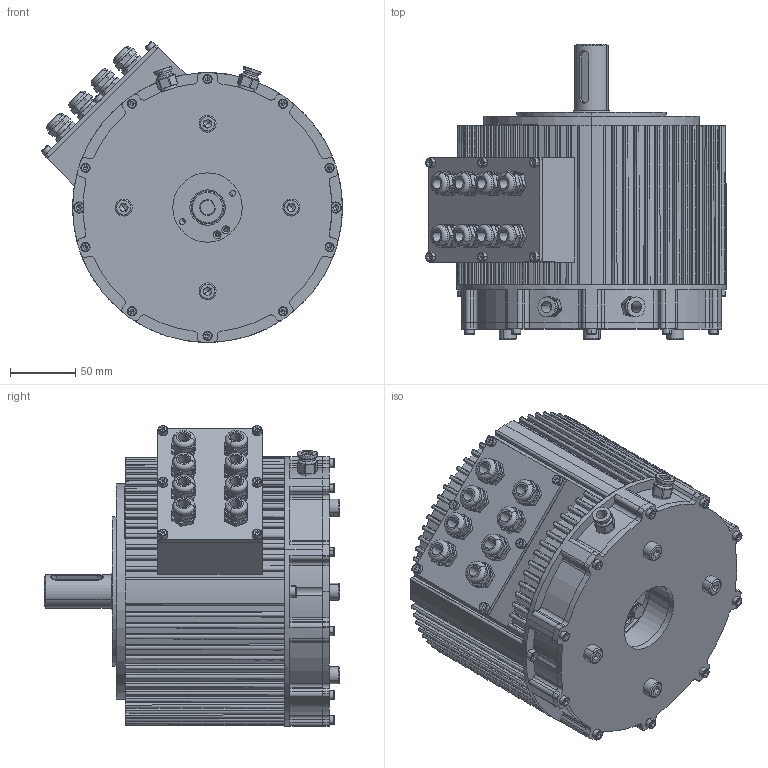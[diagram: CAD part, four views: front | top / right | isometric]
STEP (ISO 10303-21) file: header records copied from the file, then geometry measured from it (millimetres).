
FILE_DESCRIPTION (( 'STEP AP203' ), '1' );
FILE_NAME ('10kw装配体（水冷）.STEP', '2021-05-07T01:42:33', ( '微软用户' ), ( '微软中国' ), 'SwSTEP 2.0', 'SolidWorks 2020', '' );
FILE_SCHEMA (( 'CONFIG_CONTROL_DESIGN' ));
Length unit declared in the file: millimetre
Products named in the file (16): 10kw蚾饜极ㄗ阨濮ㄘ; 5KW阨濮裔啣; 10kw堤盄碟裔啣; 阨奪諉芛ㄗ8ㄘ; M16X1.5諉盄翐(窪); 10kwす粣; hexagon socket head cap screws gb_GB_FASTENER_SCREWS_HSHCS M8X50-N; deep groove ball bearings gb_Rolling bearings 6006 GB 276-94; hexagon socket head cap screws gb_GB_FASTENER_SCREWS_HSHCS M5X16-N; 10kw儂褲覃誹遠; hexagon socket head cap screws gb_GB_FASTENER_SCREWS_HSHCS M4X12-N; 10kw萇儂儂褲; deep groove ball bearings gb_Rolling bearings 6205 GB 276-94; hexagon socket head cap screws gb_GB_FASTENER_SCREWS_HSHCS M8X20-N; 5KW阨濮傷裔; 5KW风冷和水冷端盖调节环
Assembly tree (45 placements, depth 2):
  10kw蚾饜极ㄗ阨濮ㄘ
    10kw萇儂儂褲
    5KW阨濮傷裔
    5KW阨濮裔啣
    阨奪諉芛ㄗ8ㄘ  x2
    10kwす粣
    deep groove ball bearings gb_Rolling bearings 6006 GB 276-94
    10kw儂褲覃誹遠
    deep groove ball bearings gb_Rolling bearings 6205 GB 276-94
    5KW风冷和水冷端盖调节环
    10kw堤盄碟裔啣
    M16X1.5諉盄翐(窪)  x8
    hexagon socket head cap screws gb_GB_FASTENER_SCREWS_HSHCS M8X50-N  x4
    hexagon socket head cap screws gb_GB_FASTENER_SCREWS_HSHCS M5X16-N  x2
    hexagon socket head cap screws gb_GB_FASTENER_SCREWS_HSHCS M4X12-N  x16
    hexagon socket head cap screws gb_GB_FASTENER_SCREWS_HSHCS M8X20-N  x4
Bounding box: 229.71 x 225.6 x 229.7 mm (x, y, z)
Volume: 2012866.5 mm3; surface area: 589113.5 mm2
Topology: 45 solids, 45 shells, 2576 faces, 7121 edges, 4596 vertices
Faces by surface type: plane 1080, cylinder 764, cone 348, torus 196, bspline 116, sphere 72
Entity records: 67247 total; most frequent: CARTESIAN_POINT 21162, ORIENTED_EDGE 9496, DIRECTION 8913, EDGE_CURVE 4748, AXIS2_PLACEMENT_3D 3493, VERTEX_POINT 3152, VECTOR 1927, LINE 1927
